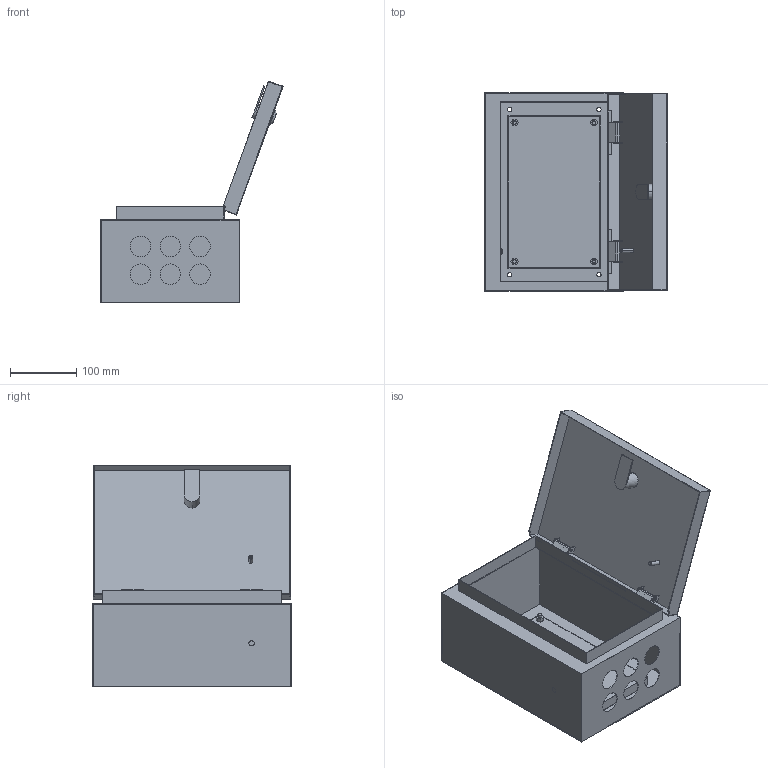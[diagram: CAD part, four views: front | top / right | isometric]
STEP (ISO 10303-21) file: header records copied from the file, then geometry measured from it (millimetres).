
FILE_DESCRIPTION (( 'STEP AP214' ), '1' );
FILE_NAME ('SHMP-3.2.1-0_ IP54.STEP', '2017-02-17T12:38:12', ( '' ), ( '' ), 'SwSTEP 2.0', 'SolidWorks 2014', '' );
FILE_SCHEMA (( 'AUTOMOTIVE_DESIGN' ));
Length unit declared in the file: millimetre
Products named in the file (5): Mont.Panel_3_2; SHMP-3.2.1-0_ IP54; Dver_3_2; Obolochka_SHMP_3_2_1; Gaika_6
Assembly tree (7 placements, depth 2):
  SHMP-3.2.1-0_ IP54
    Obolochka_SHMP_3_2_1
    Mont.Panel_3_2
    Dver_3_2
    Gaika_6  x4
Bounding box: 275.65 x 300 x 335.49 mm (x, y, z)
Volume: 369554.1 mm3; surface area: 708678.1 mm2
Topology: 13 solids, 13 shells, 234 faces, 563 edges, 370 vertices
Faces by surface type: plane 138, cylinder 80, cone 16
Entity records: 6313 total; most frequent: DIRECTION 1085, CARTESIAN_POINT 1027, ORIENTED_EDGE 982, EDGE_CURVE 491, AXIS2_PLACEMENT_3D 380, LINE 325, VECTOR 325, VERTEX_POINT 322
